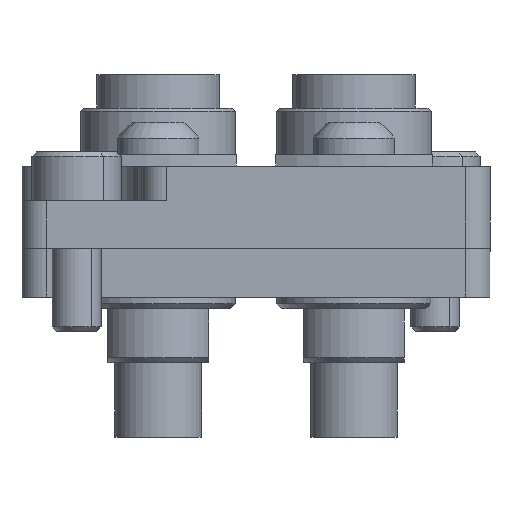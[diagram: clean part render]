
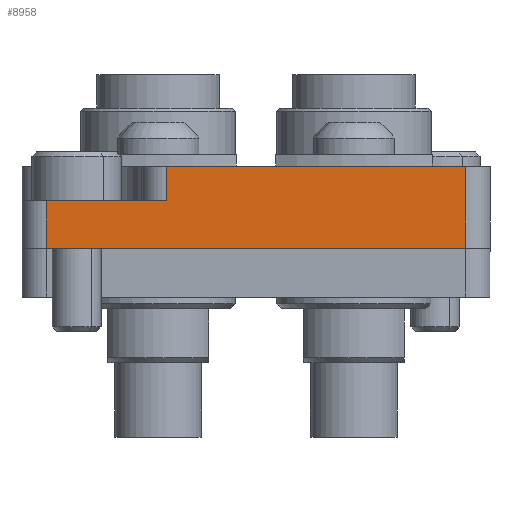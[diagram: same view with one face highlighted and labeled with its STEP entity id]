
A CAD part, front view. The second image highlights one B-rep face of the part: STEP entity #8958.
In plain terms, the highlighted face is planar.
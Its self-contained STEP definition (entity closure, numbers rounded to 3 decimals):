
#62 = DIRECTION ( 'NONE',  ( 0., 0., -1. ) ) ;
#83 = VERTEX_POINT ( 'NONE', #8373 ) ;
#158 = AXIS2_PLACEMENT_3D ( 'NONE', #3503, #8821, #8116 ) ;
#382 = DIRECTION ( 'NONE',  ( 0., 0., -1. ) ) ;
#492 = ORIENTED_EDGE ( 'NONE', *, *, #8334, .T. ) ;
#934 = VERTEX_POINT ( 'NONE', #3333 ) ;
#1128 = CARTESIAN_POINT ( 'NONE',  ( 30., 5., 14.35 ) ) ;
#1575 = ORIENTED_EDGE ( 'NONE', *, *, #9407, .F. ) ;
#1865 = VECTOR ( 'NONE', #5055, 1000. ) ;
#2537 = VERTEX_POINT ( 'NONE', #5903 ) ;
#2615 = EDGE_CURVE ( 'NONE', #934, #2537, #9607, .T. ) ;
#2649 = LINE ( 'NONE', #1128, #9144 ) ;
#2930 = CARTESIAN_POINT ( 'NONE',  ( 30., 0., -12.85 ) ) ;
#3180 = CARTESIAN_POINT ( 'NONE',  ( 30., 0., 14.35 ) ) ;
#3333 = CARTESIAN_POINT ( 'NONE',  ( 30., 5., 5.5 ) ) ;
#3503 = CARTESIAN_POINT ( 'NONE',  ( 30., 5., 14.35 ) ) ;
#3512 = CARTESIAN_POINT ( 'NONE',  ( 30., 2.9, 5.5 ) ) ;
#3792 = DIRECTION ( 'NONE',  ( 0., 1., 0. ) ) ;
#3839 = CARTESIAN_POINT ( 'NONE',  ( 30., 5., -12.85 ) ) ;
#4023 = VECTOR ( 'NONE', #5202, 1000. ) ;
#4599 = CARTESIAN_POINT ( 'NONE',  ( 30., 5., -12.85 ) ) ;
#4925 = EDGE_CURVE ( 'NONE', #5638, #2537, #5606, .T. ) ;
#5055 = DIRECTION ( 'NONE',  ( 0., -1., 0. ) ) ;
#5077 = EDGE_CURVE ( 'NONE', #5638, #83, #5153, .T. ) ;
#5153 = LINE ( 'NONE', #7348, #4023 ) ;
#5202 = DIRECTION ( 'NONE',  ( 0., -1., 0. ) ) ;
#5535 = VERTEX_POINT ( 'NONE', #4599 ) ;
#5606 = LINE ( 'NONE', #7145, #5762 ) ;
#5635 = VECTOR ( 'NONE', #62, 1000. ) ;
#5638 = VERTEX_POINT ( 'NONE', #7325 ) ;
#5762 = VECTOR ( 'NONE', #382, 1000. ) ;
#5835 = EDGE_CURVE ( 'NONE', #7405, #5535, #6083, .T. ) ;
#5897 = PLANE ( 'NONE',  #158 ) ;
#5903 = CARTESIAN_POINT ( 'NONE',  ( 30., 2.9, 5.5 ) ) ;
#5943 = VECTOR ( 'NONE', #3792, 1000. ) ;
#6083 = LINE ( 'NONE', #3839, #5943 ) ;
#6328 = ORIENTED_EDGE ( 'NONE', *, *, #5077, .T. ) ;
#7145 = CARTESIAN_POINT ( 'NONE',  ( 30., 2.9, 7. ) ) ;
#7325 = CARTESIAN_POINT ( 'NONE',  ( 30., 2.9, 12.85 ) ) ;
#7348 = CARTESIAN_POINT ( 'NONE',  ( 30., 0., 12.85 ) ) ;
#7405 = VERTEX_POINT ( 'NONE', #2930 ) ;
#7516 = ORIENTED_EDGE ( 'NONE', *, *, #2615, .T. ) ;
#7561 = LINE ( 'NONE', #3180, #5635 ) ;
#8116 = DIRECTION ( 'NONE',  ( 0., 1., 0. ) ) ;
#8334 = EDGE_CURVE ( 'NONE', #83, #7405, #7561, .T. ) ;
#8373 = CARTESIAN_POINT ( 'NONE',  ( 30., 0., 12.85 ) ) ;
#8440 = DIRECTION ( 'NONE',  ( 0., 0., -1. ) ) ;
#8521 = ORIENTED_EDGE ( 'NONE', *, *, #4925, .F. ) ;
#8761 = FACE_OUTER_BOUND ( 'NONE', #9502, .T. ) ;
#8821 = DIRECTION ( 'NONE',  ( 1., 0., 0. ) ) ;
#8958 = ADVANCED_FACE ( 'NONE', ( #8761 ), #5897, .T. ) ;
#9144 = VECTOR ( 'NONE', #8440, 1000. ) ;
#9407 = EDGE_CURVE ( 'NONE', #934, #5535, #2649, .T. ) ;
#9502 = EDGE_LOOP ( 'NONE', ( #492, #9679, #1575, #7516, #8521, #6328 ) ) ;
#9607 = LINE ( 'NONE', #3512, #1865 ) ;
#9679 = ORIENTED_EDGE ( 'NONE', *, *, #5835, .T. ) ;
